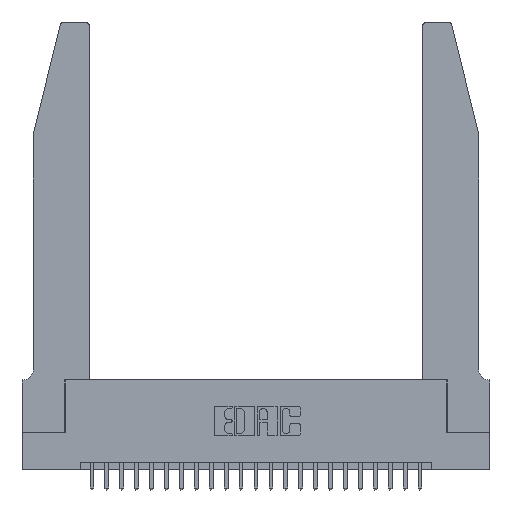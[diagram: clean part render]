
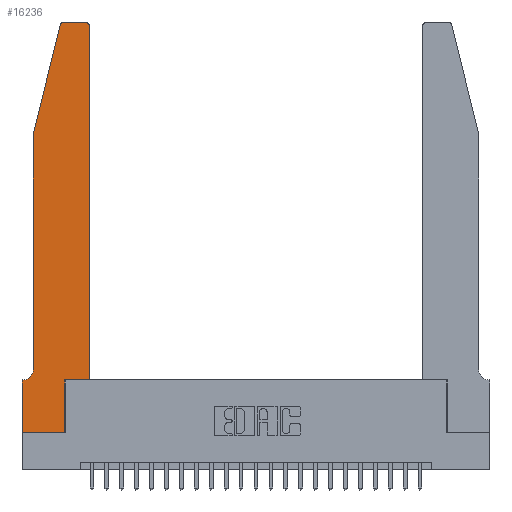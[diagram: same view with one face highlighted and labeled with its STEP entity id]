
A CAD part, top view. The second image highlights one B-rep face of the part: STEP entity #16236.
In plain terms, the highlighted planar face has unit normal (0, 0, 1).
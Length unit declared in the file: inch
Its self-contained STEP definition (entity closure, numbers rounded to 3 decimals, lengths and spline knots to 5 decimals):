
#137 = ORIENTED_EDGE ( 'NONE', *, *, #6944, .T. ) ;
#785 = VERTEX_POINT ( 'NONE', #7241 ) ;
#951 = CARTESIAN_POINT ( 'NONE',  ( 0.4505, 0.35, 0.37 ) ) ;
#963 = DIRECTION ( 'NONE',  ( 0., 0., 1. ) ) ;
#1244 = CARTESIAN_POINT ( 'NONE',  ( 0.4205, 2.75, 0.37 ) ) ;
#1350 = EDGE_CURVE ( 'NONE', #4846, #12731, #1405, .T. ) ;
#1405 = LINE ( 'NONE', #7213, #11211 ) ;
#1516 = VECTOR ( 'NONE', #3802, 39.37008 ) ;
#2117 = LINE ( 'NONE', #15560, #1516 ) ;
#2488 = VECTOR ( 'NONE', #11311, 39.37008 ) ;
#2506 = VECTOR ( 'NONE', #5559, 39.37008 ) ;
#2888 = CIRCLE ( 'NONE', #13050, 0.07 ) ;
#3151 = ORIENTED_EDGE ( 'NONE', *, *, #16453, .T. ) ;
#3198 = CARTESIAN_POINT ( 'NONE',  ( 0.284, 2.72, 0.37 ) ) ;
#3382 = AXIS2_PLACEMENT_3D ( 'NONE', #18017, #6201, #20004 ) ;
#3802 = DIRECTION ( 'NONE',  ( -1., 0., 0. ) ) ;
#4031 = AXIS2_PLACEMENT_3D ( 'NONE', #3198, #16932, #5136 ) ;
#4846 = VERTEX_POINT ( 'NONE', #951 ) ;
#4869 = CARTESIAN_POINT ( 'NONE',  ( 0.2865, 0.35, 0.37 ) ) ;
#5077 = CARTESIAN_POINT ( 'NONE',  ( 0.0055, 0.35, 0.37 ) ) ;
#5078 = VECTOR ( 'NONE', #10844, 39.37008 ) ;
#5098 = VECTOR ( 'NONE', #15477, 39.37008 ) ;
#5136 = DIRECTION ( 'NONE',  ( 1., 0., 0. ) ) ;
#5244 = VECTOR ( 'NONE', #23713, 39.37008 ) ;
#5465 = ORIENTED_EDGE ( 'NONE', *, *, #15220, .T. ) ;
#5546 = VERTEX_POINT ( 'NONE', #1244 ) ;
#5559 = DIRECTION ( 'NONE',  ( 1., 0., 0. ) ) ;
#5652 = ORIENTED_EDGE ( 'NONE', *, *, #24731, .T. ) ;
#5947 = CARTESIAN_POINT ( 'NONE',  ( 0.0755, 2., 0.37 ) ) ;
#6038 = LINE ( 'NONE', #11154, #15948 ) ;
#6201 = DIRECTION ( 'NONE',  ( 0., 0., 1. ) ) ;
#6944 = EDGE_CURVE ( 'NONE', #18841, #19879, #2888, .T. ) ;
#7011 = CARTESIAN_POINT ( 'NONE',  ( 0.0755, 2., 0.37 ) ) ;
#7213 = CARTESIAN_POINT ( 'NONE',  ( 0.4505, 0.35, 0.37 ) ) ;
#7241 = CARTESIAN_POINT ( 'NONE',  ( 0.284, 2.75, 0.37 ) ) ;
#8290 = LINE ( 'NONE', #17127, #2488 ) ;
#8312 = LINE ( 'NONE', #21332, #2506 ) ;
#8614 = FACE_OUTER_BOUND ( 'NONE', #8989, .T. ) ;
#8862 = VERTEX_POINT ( 'NONE', #14710 ) ;
#8989 = EDGE_LOOP ( 'NONE', ( #9178, #23358, #18703, #3151, #137, #23710, #14943, #9783, #5652, #5465, #22592, #21803 ) ) ;
#9178 = ORIENTED_EDGE ( 'NONE', *, *, #25137, .T. ) ;
#9783 = ORIENTED_EDGE ( 'NONE', *, *, #22450, .T. ) ;
#9954 = CARTESIAN_POINT ( 'NONE',  ( 0.2605, 2.75, 0.37 ) ) ;
#10041 = CARTESIAN_POINT ( 'NONE',  ( 0.2865, 0.35, 0.37 ) ) ;
#10511 = LINE ( 'NONE', #5947, #5244 ) ;
#10698 = CARTESIAN_POINT ( 'NONE',  ( 0.0055, 0.42, 0.37 ) ) ;
#10844 = DIRECTION ( 'NONE',  ( 0., 1., 0. ) ) ;
#11101 = EDGE_CURVE ( 'NONE', #19879, #20349, #2117, .T. ) ;
#11154 = CARTESIAN_POINT ( 'NONE',  ( 0., 0., 0.37 ) ) ;
#11211 = VECTOR ( 'NONE', #22977, 39.37008 ) ;
#11311 = DIRECTION ( 'NONE',  ( 0., -1., 0. ) ) ;
#11359 = CARTESIAN_POINT ( 'NONE',  ( 0.0755, 0.42, 0.37 ) ) ;
#12671 = DIRECTION ( 'NONE',  ( -1., 0., 0. ) ) ;
#12687 = PLANE ( 'NONE',  #19149 ) ;
#12731 = VERTEX_POINT ( 'NONE', #21287 ) ;
#13050 = AXIS2_PLACEMENT_3D ( 'NONE', #10698, #24438, #12671 ) ;
#13180 = CARTESIAN_POINT ( 'NONE',  ( 0., 0., 0.37 ) ) ;
#13300 = CIRCLE ( 'NONE', #4031, 0.03 ) ;
#14653 = DIRECTION ( 'NONE',  ( 1., 0., 0. ) ) ;
#14710 = CARTESIAN_POINT ( 'NONE',  ( 0.25487, 2.72718, 0.37 ) ) ;
#14943 = ORIENTED_EDGE ( 'NONE', *, *, #24299, .T. ) ;
#15220 = EDGE_CURVE ( 'NONE', #22103, #4846, #8312, .T. ) ;
#15367 = VERTEX_POINT ( 'NONE', #17781 ) ;
#15477 = DIRECTION ( 'NONE',  ( 0., -1., 0. ) ) ;
#15560 = CARTESIAN_POINT ( 'NONE',  ( 0.0755, 0.35, 0.37 ) ) ;
#15839 = LINE ( 'NONE', #13180, #5098 ) ;
#15948 = VECTOR ( 'NONE', #22933, 39.37008 ) ;
#16159 = LINE ( 'NONE', #9954, #20773 ) ;
#16236 = ADVANCED_FACE ( 'NONE', ( #8614 ), #12687, .T. ) ;
#16453 = EDGE_CURVE ( 'NONE', #24801, #18841, #8290, .T. ) ;
#16606 = CARTESIAN_POINT ( 'NONE',  ( 0., 0.35, 0.37 ) ) ;
#16932 = DIRECTION ( 'NONE',  ( 0., 0., 1. ) ) ;
#17127 = CARTESIAN_POINT ( 'NONE',  ( 0.0755, 2., 0.37 ) ) ;
#17781 = CARTESIAN_POINT ( 'NONE',  ( 0.2865, 0., 0.37 ) ) ;
#18017 = CARTESIAN_POINT ( 'NONE',  ( 0.4205, 2.72, 0.37 ) ) ;
#18703 = ORIENTED_EDGE ( 'NONE', *, *, #20798, .T. ) ;
#18841 = VERTEX_POINT ( 'NONE', #11359 ) ;
#19013 = EDGE_CURVE ( 'NONE', #12731, #5546, #24162, .T. ) ;
#19149 = AXIS2_PLACEMENT_3D ( 'NONE', #22488, #963, #14653 ) ;
#19837 = CARTESIAN_POINT ( 'NONE',  ( 0., 0., 0.37 ) ) ;
#19879 = VERTEX_POINT ( 'NONE', #5077 ) ;
#20004 = DIRECTION ( 'NONE',  ( 1., 0., 0. ) ) ;
#20164 = LINE ( 'NONE', #4869, #5078 ) ;
#20349 = VERTEX_POINT ( 'NONE', #16606 ) ;
#20454 = EDGE_CURVE ( 'NONE', #785, #8862, #13300, .T. ) ;
#20773 = VECTOR ( 'NONE', #21725, 39.37008 ) ;
#20798 = EDGE_CURVE ( 'NONE', #8862, #24801, #10511, .T. ) ;
#20831 = VERTEX_POINT ( 'NONE', #19837 ) ;
#21287 = CARTESIAN_POINT ( 'NONE',  ( 0.4505, 2.72, 0.37 ) ) ;
#21332 = CARTESIAN_POINT ( 'NONE',  ( 0.4505, 0.35, 0.37 ) ) ;
#21725 = DIRECTION ( 'NONE',  ( -1., 0., 0. ) ) ;
#21803 = ORIENTED_EDGE ( 'NONE', *, *, #19013, .T. ) ;
#22103 = VERTEX_POINT ( 'NONE', #10041 ) ;
#22450 = EDGE_CURVE ( 'NONE', #20831, #15367, #6038, .T. ) ;
#22488 = CARTESIAN_POINT ( 'NONE',  ( 0., 0.35, 0.37 ) ) ;
#22592 = ORIENTED_EDGE ( 'NONE', *, *, #1350, .T. ) ;
#22933 = DIRECTION ( 'NONE',  ( 1., 0., 0. ) ) ;
#22977 = DIRECTION ( 'NONE',  ( 0., 1., 0. ) ) ;
#23358 = ORIENTED_EDGE ( 'NONE', *, *, #20454, .T. ) ;
#23710 = ORIENTED_EDGE ( 'NONE', *, *, #11101, .T. ) ;
#23713 = DIRECTION ( 'NONE',  ( -0.239, -0.971, 0. ) ) ;
#24162 = CIRCLE ( 'NONE', #3382, 0.03 ) ;
#24299 = EDGE_CURVE ( 'NONE', #20349, #20831, #15839, .T. ) ;
#24438 = DIRECTION ( 'NONE',  ( 0., 0., -1. ) ) ;
#24731 = EDGE_CURVE ( 'NONE', #15367, #22103, #20164, .T. ) ;
#24801 = VERTEX_POINT ( 'NONE', #7011 ) ;
#25137 = EDGE_CURVE ( 'NONE', #5546, #785, #16159, .T. ) ;
